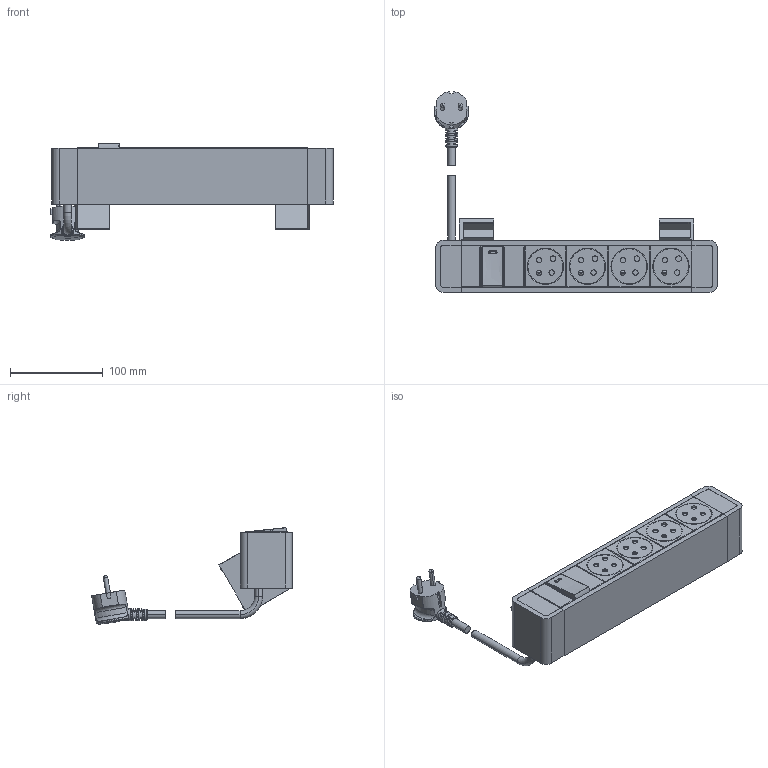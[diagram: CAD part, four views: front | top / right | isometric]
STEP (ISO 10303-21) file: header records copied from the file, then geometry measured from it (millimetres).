
FILE_DESCRIPTION(('CATIA V5 STEP Exchange','CAx-IF Rec.Pracs.--- Model Styling and Organization---1.5--- 2016-08-15','CAx-IF Rec.Pracs.---Supplemental Geometry---1.0---2011-11-01','CAx-IF Rec.Pracs.--- Composite Materials ---1.1---2010-07-15'),'2;1');
FILE_NAME('655119WH_AllCATPart.stp','2023-11-06T15:00:32+00:00',('none'),('none'),'CATIA Version 5-6 Release 2020 SP3','CATIA V5 STEP AP214 v2','none');
FILE_SCHEMA(('AUTOMOTIVE_DESIGN { 1 0 10303 214 1 1 1 1 }'));
Length unit declared in the file: millimetre
Products named in the file (1): 655119WH_AllCATPart
Bounding box: 304.61 x 216.36 x 104.14 mm (x, y, z)
Volume: 515609.4 mm3; surface area: 309576.7 mm2
Topology: 28 solids, 28 shells, 1316 faces, 3476 edges, 2203 vertices
Faces by surface type: plane 852, cylinder 310, bspline 61, sphere 46, torus 24, cone 19, extrusion 2, revolution 2
Entity records: 41298 total; most frequent: CARTESIAN_POINT 11985, ORIENTED_EDGE 6860, DIRECTION 4556, EDGE_CURVE 3430, VECTOR 2391, LINE 2389, VERTEX_POINT 2203, EDGE_LOOP 1373
